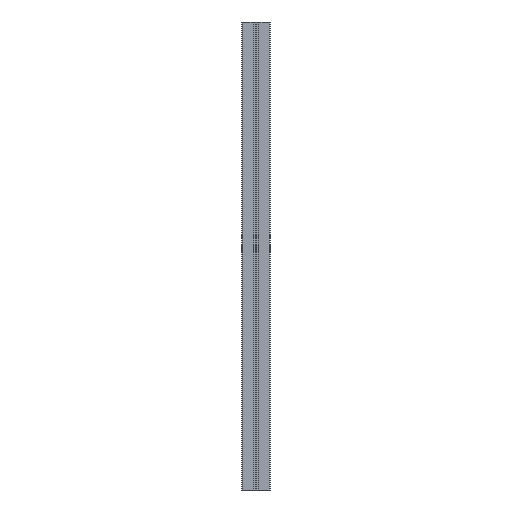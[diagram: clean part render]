
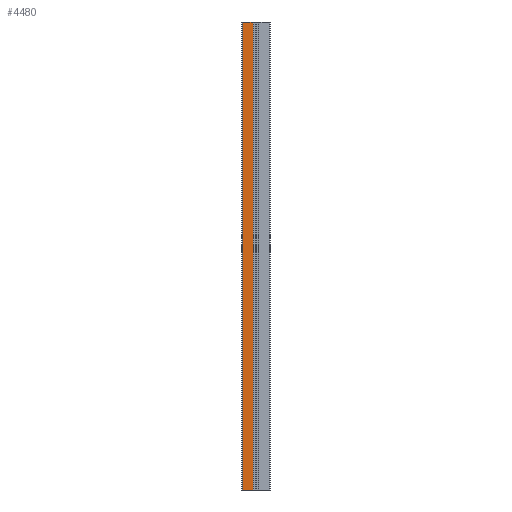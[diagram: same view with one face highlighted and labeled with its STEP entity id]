
A CAD part, front view. The second image highlights one B-rep face of the part: STEP entity #4480.
In plain terms, the highlighted planar face has unit normal (0, -1, 0).
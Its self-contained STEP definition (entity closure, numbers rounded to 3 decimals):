
#463 = CARTESIAN_POINT ( 'NONE',  ( -28., -22.5, -1000. ) ) ;
#1192 = CARTESIAN_POINT ( 'NONE',  ( -28., -22.5, 0. ) ) ;
#1363 = EDGE_CURVE ( 'NONE', #2585, #2552, #3016, .T. ) ;
#1380 = FACE_OUTER_BOUND ( 'NONE', #4887, .T. ) ;
#2041 = ORIENTED_EDGE ( 'NONE', *, *, #14377, .F. ) ;
#2552 = VERTEX_POINT ( 'NONE', #463 ) ;
#2585 = VERTEX_POINT ( 'NONE', #4939 ) ;
#3016 = LINE ( 'NONE', #3088, #8778 ) ;
#3088 = CARTESIAN_POINT ( 'NONE',  ( -22.5, -22.5, -1000. ) ) ;
#3145 = VECTOR ( 'NONE', #10547, 1000. ) ;
#3447 = DIRECTION ( 'NONE',  ( -1., 0., 0. ) ) ;
#4480 = ADVANCED_FACE ( 'NONE', ( #1380 ), #8983, .T. ) ;
#4494 = EDGE_CURVE ( 'NONE', #8599, #10719, #4754, .T. ) ;
#4716 = CARTESIAN_POINT ( 'NONE',  ( -28., -22.5, -1000. ) ) ;
#4754 = LINE ( 'NONE', #13461, #9191 ) ;
#4774 = EDGE_CURVE ( 'NONE', #8599, #2585, #6095, .T. ) ;
#4887 = EDGE_LOOP ( 'NONE', ( #11783, #2041, #10334, #10058 ) ) ;
#4939 = CARTESIAN_POINT ( 'NONE',  ( -6.325, -22.5, -1000. ) ) ;
#6095 = LINE ( 'NONE', #12892, #3145 ) ;
#6800 = CARTESIAN_POINT ( 'NONE',  ( -22.5, -22.5, -1000. ) ) ;
#6898 = LINE ( 'NONE', #4716, #11819 ) ;
#8056 = CARTESIAN_POINT ( 'NONE',  ( -6.325, -22.5, 0. ) ) ;
#8599 = VERTEX_POINT ( 'NONE', #8056 ) ;
#8778 = VECTOR ( 'NONE', #13165, 1000. ) ;
#8983 = PLANE ( 'NONE',  #11782 ) ;
#9191 = VECTOR ( 'NONE', #3447, 1000. ) ;
#10058 = ORIENTED_EDGE ( 'NONE', *, *, #4774, .F. ) ;
#10159 = DIRECTION ( 'NONE',  ( 0., 0., 1. ) ) ;
#10305 = DIRECTION ( 'NONE',  ( 0., -1., 0. ) ) ;
#10334 = ORIENTED_EDGE ( 'NONE', *, *, #1363, .F. ) ;
#10547 = DIRECTION ( 'NONE',  ( 0., 0., -1. ) ) ;
#10719 = VERTEX_POINT ( 'NONE', #1192 ) ;
#11782 = AXIS2_PLACEMENT_3D ( 'NONE', #6800, #10305, #10159 ) ;
#11783 = ORIENTED_EDGE ( 'NONE', *, *, #4494, .T. ) ;
#11819 = VECTOR ( 'NONE', #13632, 1000. ) ;
#12892 = CARTESIAN_POINT ( 'NONE',  ( -6.325, -22.5, -1000. ) ) ;
#13165 = DIRECTION ( 'NONE',  ( -1., 0., 0. ) ) ;
#13461 = CARTESIAN_POINT ( 'NONE',  ( -22.5, -22.5, 0. ) ) ;
#13632 = DIRECTION ( 'NONE',  ( 0., 0., 1. ) ) ;
#14377 = EDGE_CURVE ( 'NONE', #2552, #10719, #6898, .T. ) ;
